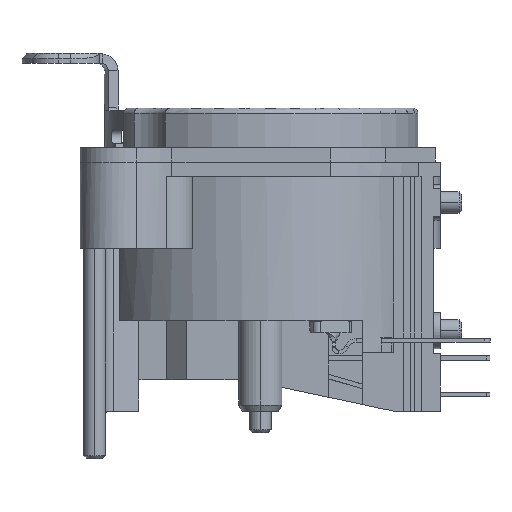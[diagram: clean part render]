
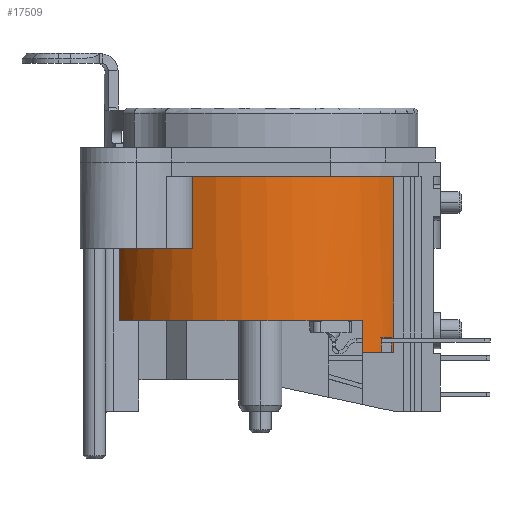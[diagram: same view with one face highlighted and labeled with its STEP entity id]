
A CAD part, left-side view. The second image highlights one B-rep face of the part: STEP entity #17509.
In plain terms, the highlighted cylindrical face has radius 11 mm (diameter 22 mm), a partial arc.
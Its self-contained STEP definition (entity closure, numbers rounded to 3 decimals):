
#1234=CARTESIAN_POINT('',(0.,0.,-14.7));
#1235=DIRECTION('',(0.,0.,-1.));
#1236=DIRECTION('',(-0.764,-0.645,0.));
#1237=AXIS2_PLACEMENT_3D('',#1234,#1235,#1236);
#1564=CARTESIAN_POINT('',(0.,0.,-4.7));
#1565=DIRECTION('',(0.,0.,1.));
#1566=DIRECTION('',(-0.46,0.888,0.));
#1567=AXIS2_PLACEMENT_3D('',#1564,#1565,#1566);
#1610=CARTESIAN_POINT('',(0.,0.,-4.7));
#1611=DIRECTION('',(0.,0.,-1.));
#1612=DIRECTION('',(-0.536,-0.844,0.));
#1613=AXIS2_PLACEMENT_3D('',#1610,#1611,#1612);
#1864=DIRECTION('',(0.,0.,1.));
#1865=VECTOR('',#1864,12.2);
#1866=CARTESIAN_POINT('',(-5.9,-9.284,-16.9));
#1867=LINE('',#1866,#1865);
#6131=CARTESIAN_POINT('',(0.,0.,-9.7));
#6132=DIRECTION('',(0.,0.,-1.));
#6133=DIRECTION('',(-0.903,0.43,0.));
#6134=AXIS2_PLACEMENT_3D('',#6131,#6132,#6133);
#6165=DIRECTION('',(0.,0.,1.));
#6166=VECTOR('',#6165,10.);
#6167=CARTESIAN_POINT('',(-5.059,9.768,-14.7));
#6168=LINE('',#6167,#6166);
#6169=DIRECTION('',(0.,0.,-1.));
#6170=VECTOR('',#6169,5.);
#6171=CARTESIAN_POINT('',(-9.933,4.727,-4.7));
#6172=LINE('',#6171,#6170);
#6181=CARTESIAN_POINT('',(0.,0.,-16.9));
#6182=DIRECTION('',(0.,0.,-1.));
#6183=DIRECTION('',(-0.641,-0.768,0.));
#6184=AXIS2_PLACEMENT_3D('',#6181,#6182,#6183);
#6194=DIRECTION('',(0.,0.,-1.));
#6195=VECTOR('',#6194,1.);
#6196=CARTESIAN_POINT('',(-7.05,-8.444,-15.9));
#6197=LINE('',#6196,#6195);
#6234=CARTESIAN_POINT('',(0.,0.,-15.9));
#6235=DIRECTION('',(0.,0.,-1.));
#6236=DIRECTION('',(-0.564,-0.826,0.));
#6237=AXIS2_PLACEMENT_3D('',#6234,#6235,#6236);
#6251=CARTESIAN_POINT('',(0.,0.,-16.9));
#6252=DIRECTION('',(0.,0.,-1.));
#6253=DIRECTION('',(-0.536,-0.844,0.));
#6254=AXIS2_PLACEMENT_3D('',#6251,#6252,#6253);
#6268=DIRECTION('',(0.,0.,-1.));
#6269=VECTOR('',#6268,2.2);
#6270=CARTESIAN_POINT('',(-8.402,-7.1,-14.7));
#6271=LINE('',#6270,#6269);
#6296=DIRECTION('',(0.,0.,-1.));
#6297=VECTOR('',#6296,1.);
#6298=CARTESIAN_POINT('',(-6.2,-9.086,-15.9));
#6299=LINE('',#6298,#6297);
#6642=DIRECTION('',(0.,0.,1.));
#6643=VECTOR('',#6642,5.);
#6644=CARTESIAN_POINT('',(-5.656,9.435,-9.7));
#6645=LINE('',#6644,#6643);
#8179=CARTESIAN_POINT('',(-9.933,4.727,-4.7));
#8181=VERTEX_POINT('',#8179);
#8195=CARTESIAN_POINT('',(-9.933,4.727,-9.7));
#8196=VERTEX_POINT('',#8195);
#8197=CARTESIAN_POINT('',(-5.9,-9.284,-4.7));
#8198=VERTEX_POINT('',#8197);
#8295=CARTESIAN_POINT('',(-5.059,9.768,-4.7));
#8296=CARTESIAN_POINT('',(-5.656,9.435,-4.7));
#8297=VERTEX_POINT('',#8295);
#8298=VERTEX_POINT('',#8296);
#8299=CARTESIAN_POINT('',(-5.656,9.435,-9.7));
#8301=VERTEX_POINT('',#8299);
#8343=CARTESIAN_POINT('',(-5.059,9.768,-14.7));
#8344=VERTEX_POINT('',#8343);
#8612=CARTESIAN_POINT('',(-8.402,-7.1,-14.7));
#8613=VERTEX_POINT('',#8612);
#8716=CARTESIAN_POINT('',(-7.05,-8.444,-16.9));
#8717=CARTESIAN_POINT('',(-8.402,-7.1,-16.9));
#8718=VERTEX_POINT('',#8716);
#8719=VERTEX_POINT('',#8717);
#8720=CARTESIAN_POINT('',(-7.05,-8.444,-15.9));
#8721=VERTEX_POINT('',#8720);
#8726=CARTESIAN_POINT('',(-5.9,-9.284,-16.9));
#8727=VERTEX_POINT('',#8726);
#8728=CARTESIAN_POINT('',(-6.2,-9.086,-15.9));
#8729=VERTEX_POINT('',#8728);
#8732=CARTESIAN_POINT('',(-6.2,-9.086,-16.9));
#8733=VERTEX_POINT('',#8732);
#17479=CARTESIAN_POINT('',(0.,0.,-13.5));
#17480=DIRECTION('',(0.,0.,-1.));
#17481=DIRECTION('',(-1.,0.,0.));
#17482=AXIS2_PLACEMENT_3D('',#17479,#17480,#17481);
#17483=CYLINDRICAL_SURFACE('',#17482,11.);
#17485=ORIENTED_EDGE('',*,*,#17484,.T.);
#17487=ORIENTED_EDGE('',*,*,#17486,.F.);
#17488=ORIENTED_EDGE('',*,*,#10972,.T.);
#17490=ORIENTED_EDGE('',*,*,#17489,.T.);
#17491=ORIENTED_EDGE('',*,*,#11428,.T.);
#17493=ORIENTED_EDGE('',*,*,#17492,.F.);
#17494=ORIENTED_EDGE('',*,*,#17392,.F.);
#17496=ORIENTED_EDGE('',*,*,#17495,.F.);
#17497=ORIENTED_EDGE('',*,*,#11470,.F.);
#17498=ORIENTED_EDGE('',*,*,#11719,.F.);
#17500=ORIENTED_EDGE('',*,*,#17499,.T.);
#17502=ORIENTED_EDGE('',*,*,#17501,.F.);
#17504=ORIENTED_EDGE('',*,*,#17503,.T.);
#17506=ORIENTED_EDGE('',*,*,#17505,.T.);
#17507=EDGE_LOOP('',(#17485,#17487,#17488,#17490,#17491,#17493,#17494,#17496,
#17497,#17498,#17500,#17502,#17504,#17506));
#17508=FACE_OUTER_BOUND('',#17507,.F.);
#17509=ADVANCED_FACE('',(#17508),#17483,.T.);
#1238=CIRCLE('',#1237,11.);
#1568=CIRCLE('',#1567,11.);
#1614=CIRCLE('',#1613,11.);
#6135=CIRCLE('',#6134,11.);
#6185=CIRCLE('',#6184,11.);
#6238=CIRCLE('',#6237,11.);
#6255=CIRCLE('',#6254,11.);
#10972=EDGE_CURVE('',#8613,#8344,#1238,.T.);
#11428=EDGE_CURVE('',#8297,#8298,#1568,.T.);
#11470=EDGE_CURVE('',#8198,#8181,#1614,.T.);
#11719=EDGE_CURVE('',#8727,#8198,#1867,.T.);
#17392=EDGE_CURVE('',#8196,#8301,#6135,.T.);
#17484=EDGE_CURVE('',#8718,#8719,#6185,.T.);
#17486=EDGE_CURVE('',#8613,#8719,#6271,.T.);
#17489=EDGE_CURVE('',#8344,#8297,#6168,.T.);
#17492=EDGE_CURVE('',#8301,#8298,#6645,.T.);
#17495=EDGE_CURVE('',#8181,#8196,#6172,.T.);
#17499=EDGE_CURVE('',#8727,#8733,#6255,.T.);
#17501=EDGE_CURVE('',#8729,#8733,#6299,.T.);
#17503=EDGE_CURVE('',#8729,#8721,#6238,.T.);
#17505=EDGE_CURVE('',#8721,#8718,#6197,.T.);
